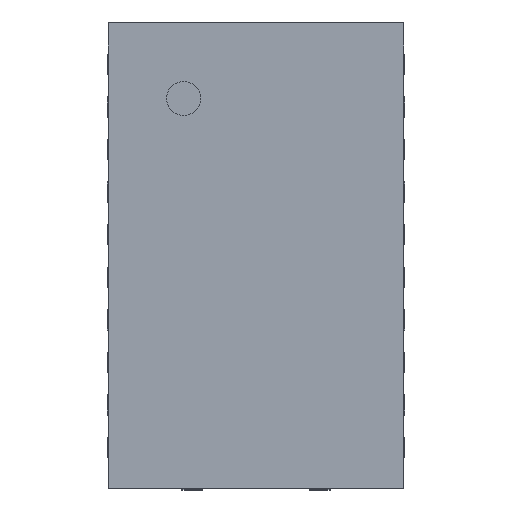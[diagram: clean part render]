
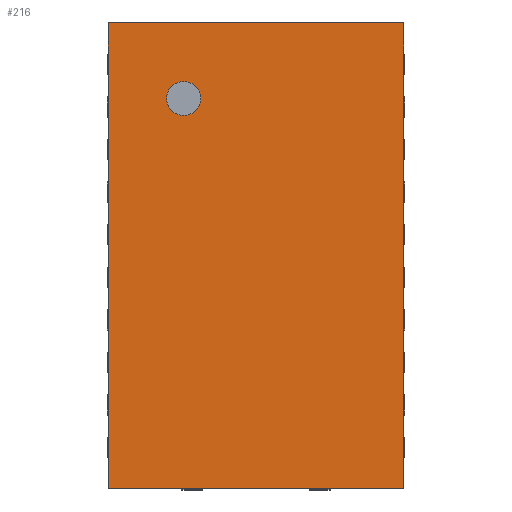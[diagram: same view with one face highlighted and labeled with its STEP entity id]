
A CAD part, top view. The second image highlights one B-rep face of the part: STEP entity #216.
In plain terms, the highlighted planar face has unit normal (0, 0, 1).
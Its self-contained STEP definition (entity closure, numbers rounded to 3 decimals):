
#116 = EDGE_CURVE('',#117,#119,#121,.T.);
#117 = VERTEX_POINT('',#118);
#118 = CARTESIAN_POINT('',(-1.738,2.738,0.9));
#119 = VERTEX_POINT('',#120);
#120 = CARTESIAN_POINT('',(1.738,2.738,0.9));
#121 = LINE('',#122,#123);
#122 = CARTESIAN_POINT('',(-1.738,2.738,0.9));
#123 = VECTOR('',#124,1.);
#124 = DIRECTION('',(1.,0.,0.));
#216 = ADVANCED_FACE('',(#217),#242,.T.);
#217 = FACE_BOUND('',#218,.T.);
#218 = EDGE_LOOP('',(#219,#220,#228,#236));
#219 = ORIENTED_EDGE('',*,*,#116,.F.);
#220 = ORIENTED_EDGE('',*,*,#221,.T.);
#221 = EDGE_CURVE('',#117,#222,#224,.T.);
#222 = VERTEX_POINT('',#223);
#223 = CARTESIAN_POINT('',(-1.738,-2.738,0.9));
#224 = LINE('',#225,#226);
#225 = CARTESIAN_POINT('',(-1.738,2.738,0.9));
#226 = VECTOR('',#227,1.);
#227 = DIRECTION('',(0.,-1.,0.));
#228 = ORIENTED_EDGE('',*,*,#229,.T.);
#229 = EDGE_CURVE('',#222,#230,#232,.T.);
#230 = VERTEX_POINT('',#231);
#231 = CARTESIAN_POINT('',(1.738,-2.738,0.9));
#232 = LINE('',#233,#234);
#233 = CARTESIAN_POINT('',(-1.738,-2.738,0.9));
#234 = VECTOR('',#235,1.);
#235 = DIRECTION('',(1.,0.,0.));
#236 = ORIENTED_EDGE('',*,*,#237,.F.);
#237 = EDGE_CURVE('',#119,#230,#238,.T.);
#238 = LINE('',#239,#240);
#239 = CARTESIAN_POINT('',(1.738,2.738,0.9));
#240 = VECTOR('',#241,1.);
#241 = DIRECTION('',(0.,-1.,0.));
#242 = PLANE('',#243);
#243 = AXIS2_PLACEMENT_3D('',#244,#245,#246);
#244 = CARTESIAN_POINT('',(-1.738,2.738,0.9));
#245 = DIRECTION('',(0.,0.,1.));
#246 = DIRECTION('',(0.,-1.,0.));
